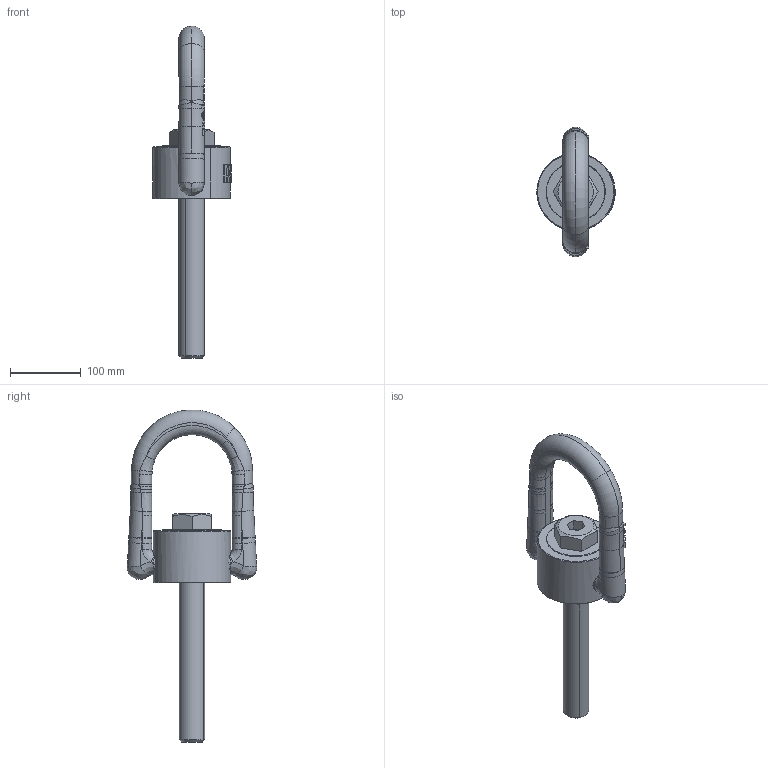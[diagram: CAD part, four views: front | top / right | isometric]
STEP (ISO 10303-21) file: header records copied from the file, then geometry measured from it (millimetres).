
FILE_DESCRIPTION(('CATIA V5 STEP Exchange'),'2;1');
FILE_NAME('8-231-125_300L.stp','2017-09-25T05:46:02+00:00',('none'),('none'),'CATIA Version 5 Release 21 GA (IN-10)','CATIA V5 STEP AP203','none');
FILE_SCHEMA(('CONFIG_CONTROL_DESIGN'));
Length unit declared in the file: millimetre
Products named in the file (1): 8-231-125
Bounding box: 110.49 x 182.77 x 468.86 mm (x, y, z)
Volume: 1473210.5 mm3; surface area: 130533.4 mm2
Topology: 1 solids, 1 shells, 510 faces, 1416 edges, 917 vertices
Faces by surface type: plane 352, cylinder 70, bspline 50, torus 26, cone 10, extrusion 2
Entity records: 36254 total; most frequent: CARTESIAN_POINT 24926, ORIENTED_EDGE 2832, DIRECTION 1546, EDGE_CURVE 1416, VERTEX_POINT 917, B_SPLINE_CURVE_WITH_KNOTS 704, VECTOR 604, LINE 602
